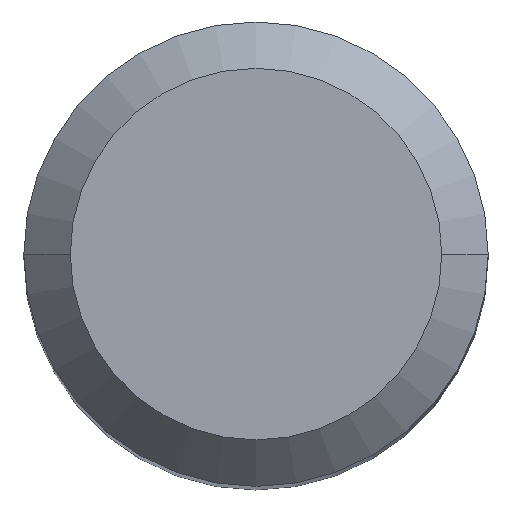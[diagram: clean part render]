
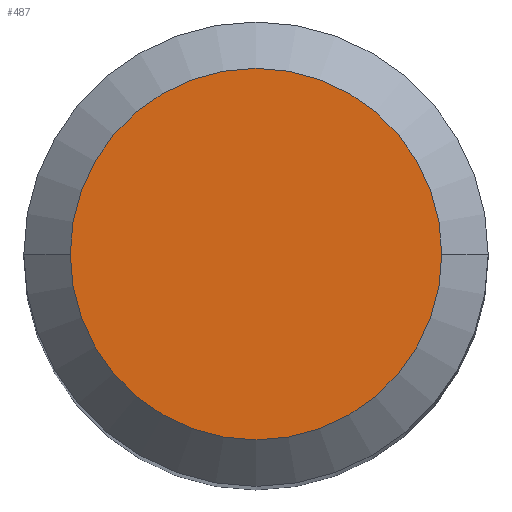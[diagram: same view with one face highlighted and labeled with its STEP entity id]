
A CAD part, top view. The second image highlights one B-rep face of the part: STEP entity #487.
In plain terms, the highlighted planar face has unit normal (0, 0, 1).
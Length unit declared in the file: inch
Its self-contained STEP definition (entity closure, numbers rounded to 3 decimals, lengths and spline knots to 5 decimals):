
#4 = ORIENTED_EDGE ( 'NONE', *, *, #108, .T. ) ;
#12 = DIRECTION ( 'NONE',  ( 0., 0., -1. ) ) ;
#54 = VERTEX_POINT ( 'NONE', #286 ) ;
#75 = DIRECTION ( 'NONE',  ( 1., 0., 0. ) ) ;
#105 = AXIS2_PLACEMENT_3D ( 'NONE', #167, #336, #358 ) ;
#108 = EDGE_CURVE ( 'NONE', #54, #419, #343, .T. ) ;
#132 = ORIENTED_EDGE ( 'NONE', *, *, #355, .T. ) ;
#138 = DIRECTION ( 'NONE',  ( 0., 0., 1. ) ) ;
#167 = CARTESIAN_POINT ( 'NONE',  ( 0., 0., 0. ) ) ;
#168 = CARTESIAN_POINT ( 'NONE',  ( 0., 0., 0. ) ) ;
#190 = CARTESIAN_POINT ( 'NONE',  ( 0.15748, 0., 0. ) ) ;
#198 = AXIS2_PLACEMENT_3D ( 'NONE', #168, #12, #397 ) ;
#217 = EDGE_LOOP ( 'NONE', ( #4, #132 ) ) ;
#286 = CARTESIAN_POINT ( 'NONE',  ( -0.15748, 0., 0. ) ) ;
#301 = AXIS2_PLACEMENT_3D ( 'NONE', #481, #138, #75 ) ;
#336 = DIRECTION ( 'NONE',  ( 0., 0., 1. ) ) ;
#343 = CIRCLE ( 'NONE', #105, 0.15748 ) ;
#353 = CIRCLE ( 'NONE', #301, 0.15748 ) ;
#355 = EDGE_CURVE ( 'NONE', #419, #54, #353, .T. ) ;
#358 = DIRECTION ( 'NONE',  ( 1., 0., 0. ) ) ;
#397 = DIRECTION ( 'NONE',  ( -1., 0., 0. ) ) ;
#419 = VERTEX_POINT ( 'NONE', #190 ) ;
#427 = FACE_OUTER_BOUND ( 'NONE', #217, .T. ) ;
#467 = PLANE ( 'NONE',  #198 ) ;
#481 = CARTESIAN_POINT ( 'NONE',  ( 0., 0., 0. ) ) ;
#487 = ADVANCED_FACE ( 'NONE', ( #427 ), #467, .F. ) ;
